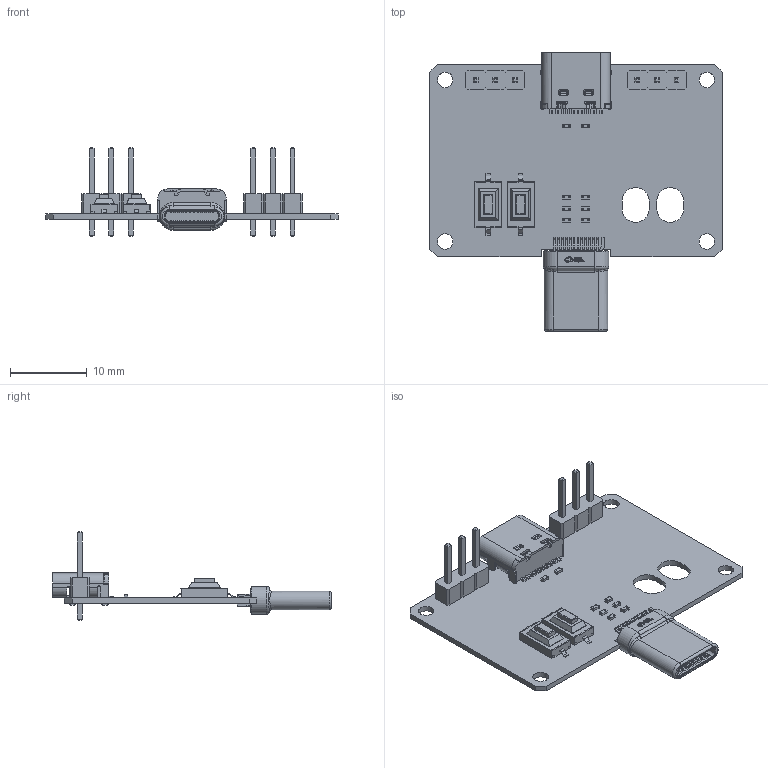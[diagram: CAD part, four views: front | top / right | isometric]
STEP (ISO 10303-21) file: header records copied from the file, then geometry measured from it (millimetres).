
FILE_DESCRIPTION(('KiCad electronic assembly'),'2;1');
FILE_NAME('PCBA-DEBUG-ACCESSORY-3D.step','2026-01-14T11:04:32',('Pcbnew' ),('Kicad'),'Open CASCADE STEP processor 7.8', 'KiCad to STEP converter','Unknown');
FILE_SCHEMA(('AUTOMOTIVE_DESIGN { 1 0 10303 214 1 1 1 1 }'));
Length unit declared in the file: millimetre
Products named in the file (11): PCBA-DEBUG-ACCESSORY-3D 1; SW_SPST_CK_RS282G05A3; R_0402_1005Metric; USB-TYPE-C-SMD_U261-241N-4BS60; HRO_TYPE-C-31-M-12; ConPins; PcbPins; Mold; Frame; PinHeader_1x03_P2.54mm_Vertical; kibot_9j8fnf0e_PCB
Assembly tree (19 placements, depth 3):
  PCBA-DEBUG-ACCESSORY-3D 1
    SW_SPST_CK_RS282G05A3  x2
    R_0402_1005Metric  x8
    USB-TYPE-C-SMD_U261-241N-4BS60
    HRO_TYPE-C-31-M-12
      ConPins
      PcbPins
      Mold
      Frame
    PinHeader_1x03_P2.54mm_Vertical  x2
    kibot_9j8fnf0e_PCB
Bounding box: 38 x 36.2 x 11.54 mm (x, y, z)
Volume: 1087 mm3; surface area: 3403.4 mm2
Topology: 42 solids, 42 shells, 2096 faces, 5470 edges, 3502 vertices
Faces by surface type: plane 1450, cylinder 470, bspline 104, sphere 32, torus 30, cone 10
Full cylindrical faces by diameter (mm): 0.5 x2, 0.65 x2, 1 x6, 2 x4
Entity records: 61650 total; most frequent: CARTESIAN_POINT 11029, ORIENTED_EDGE 9004, DIRECTION 8430, EDGE_CURVE 4502, LINE 3408, VECTOR 3408, VERTEX_POINT 2898, AXIS2_PLACEMENT_3D 2511
